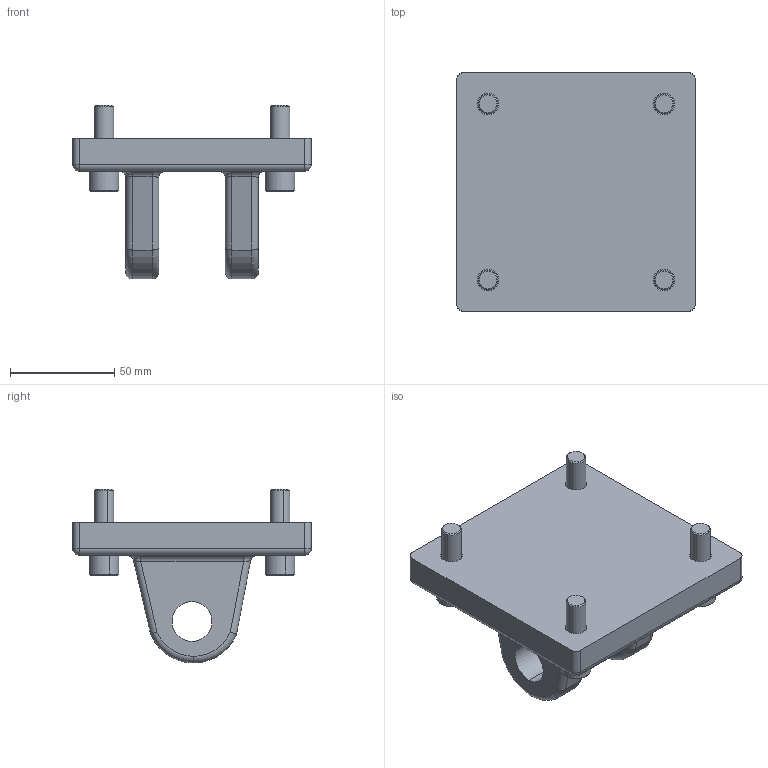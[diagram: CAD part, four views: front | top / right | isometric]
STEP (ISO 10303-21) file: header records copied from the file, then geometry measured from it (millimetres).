
FILE_DESCRIPTION (( 'STEP AP203' ), '1' );
FILE_NAME ('D2PC-5.step', '2020-09-03T19:34:06', ( '' ), ( '' ), 'SwSTEP 2.0', 'SolidWorks 2019', '' );
FILE_SCHEMA (( 'CONFIG_CONTROL_DESIGN' ));
Length unit declared in the file: inch
Products named in the file (1): D2PC-5
Bounding box: 114.3 x 114.3 x 83.32 mm (x, y, z)
Volume: 277433.2 mm3; surface area: 52370.9 mm2
Topology: 5 solids, 5 shells, 142 faces, 318 edges, 192 vertices
Faces by surface type: cylinder 54, plane 54, cone 16, bspline 8, torus 6, sphere 4
Entity records: 4295 total; most frequent: CARTESIAN_POINT 1065, DIRECTION 678, ORIENTED_EDGE 628, EDGE_CURVE 314, AXIS2_PLACEMENT_3D 253, VERTEX_POINT 192, LINE 172, VECTOR 172
